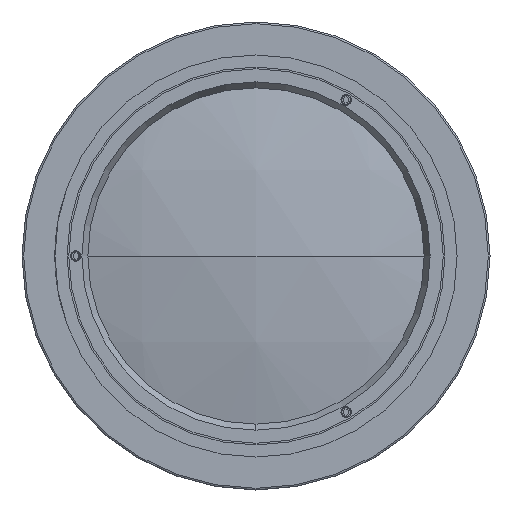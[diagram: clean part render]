
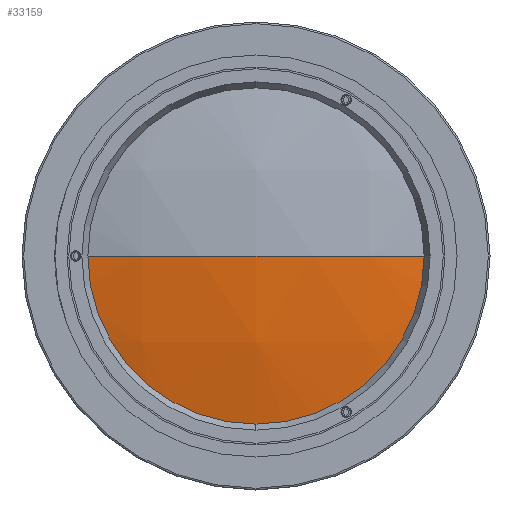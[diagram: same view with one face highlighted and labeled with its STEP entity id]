
A CAD part, left-side view. The second image highlights one B-rep face of the part: STEP entity #33159.
In plain terms, the highlighted spherical face has radius 205.389 mm.
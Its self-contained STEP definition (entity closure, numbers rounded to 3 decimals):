
#2818 = CIRCLE ( 'NONE', #3693, 205.389 ) ;
#3224 = CIRCLE ( 'NONE', #22867, 49.293 ) ;
#3693 = AXIS2_PLACEMENT_3D ( 'NONE', #42018, #38540, #13136 ) ;
#5003 = DIRECTION ( 'NONE',  ( 0., 0., -1. ) ) ;
#5682 = CARTESIAN_POINT ( 'NONE',  ( 0., 0., 0. ) ) ;
#6620 = VERTEX_POINT ( 'NONE', #14629 ) ;
#8859 = CARTESIAN_POINT ( 'NONE',  ( 6.003, 0., 0. ) ) ;
#11172 = EDGE_CURVE ( 'NONE', #6620, #19109, #2818, .T. ) ;
#11206 = DIRECTION ( 'NONE',  ( 0., 0., 1. ) ) ;
#12287 = AXIS2_PLACEMENT_3D ( 'NONE', #49116, #5003, #12465 ) ;
#12300 = DIRECTION ( 'NONE',  ( 0., 1., 0. ) ) ;
#12465 = DIRECTION ( 'NONE',  ( 0., 1., 0. ) ) ;
#13136 = DIRECTION ( 'NONE',  ( 1., 0., 0. ) ) ;
#14629 = CARTESIAN_POINT ( 'NONE',  ( 6.003, 49.293, 0. ) ) ;
#14704 = CARTESIAN_POINT ( 'NONE',  ( 6.003, 0., 0. ) ) ;
#15755 = DIRECTION ( 'NONE',  ( -1., 0., 0. ) ) ;
#19109 = VERTEX_POINT ( 'NONE', #5682 ) ;
#22631 = EDGE_LOOP ( 'NONE', ( #22876, #31474, #50043, #47490 ) ) ;
#22867 = AXIS2_PLACEMENT_3D ( 'NONE', #14704, #15755, #11206 ) ;
#22876 = ORIENTED_EDGE ( 'NONE', *, *, #45804, .T. ) ;
#26834 = VERTEX_POINT ( 'NONE', #31286 ) ;
#28604 = CIRCLE ( 'NONE', #48263, 49.293 ) ;
#29320 = FACE_OUTER_BOUND ( 'NONE', #22631, .T. ) ;
#31286 = CARTESIAN_POINT ( 'NONE',  ( 6.003, -49.293, 0. ) ) ;
#31474 = ORIENTED_EDGE ( 'NONE', *, *, #40971, .T. ) ;
#32639 = CARTESIAN_POINT ( 'NONE',  ( 205.389, 0., 0. ) ) ;
#33159 = ADVANCED_FACE ( 'NONE', ( #29320 ), #45625, .T. ) ;
#35789 = EDGE_CURVE ( 'NONE', #26834, #19109, #39321, .T. ) ;
#36151 = DIRECTION ( 'NONE',  ( 0., 0., 1. ) ) ;
#38540 = DIRECTION ( 'NONE',  ( 0., 0., 1. ) ) ;
#39321 = CIRCLE ( 'NONE', #44421, 205.389 ) ;
#40922 = DIRECTION ( 'NONE',  ( -1., 0., 0. ) ) ;
#40971 = EDGE_CURVE ( 'NONE', #48183, #26834, #28604, .T. ) ;
#42018 = CARTESIAN_POINT ( 'NONE',  ( 205.389, 0., 0. ) ) ;
#44421 = AXIS2_PLACEMENT_3D ( 'NONE', #32639, #49464, #12300 ) ;
#45625 = SPHERICAL_SURFACE ( 'NONE', #12287, 205.389 ) ;
#45804 = EDGE_CURVE ( 'NONE', #6620, #48183, #3224, .T. ) ;
#47490 = ORIENTED_EDGE ( 'NONE', *, *, #11172, .F. ) ;
#48183 = VERTEX_POINT ( 'NONE', #48272 ) ;
#48263 = AXIS2_PLACEMENT_3D ( 'NONE', #8859, #40922, #36151 ) ;
#48272 = CARTESIAN_POINT ( 'NONE',  ( 6.003, 0., -49.293 ) ) ;
#49116 = CARTESIAN_POINT ( 'NONE',  ( 205.389, 0., 0. ) ) ;
#49464 = DIRECTION ( 'NONE',  ( 0., 0., -1. ) ) ;
#50043 = ORIENTED_EDGE ( 'NONE', *, *, #35789, .T. ) ;
